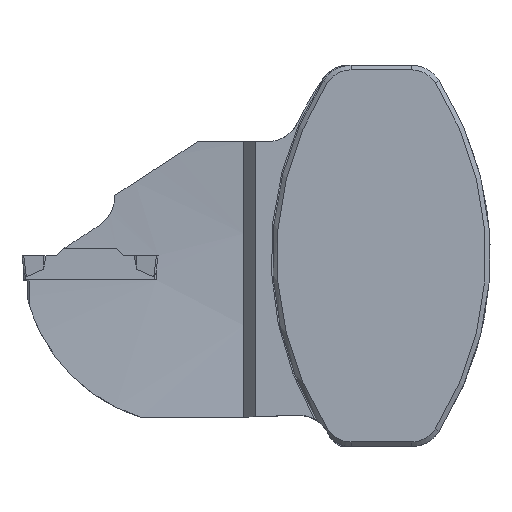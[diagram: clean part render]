
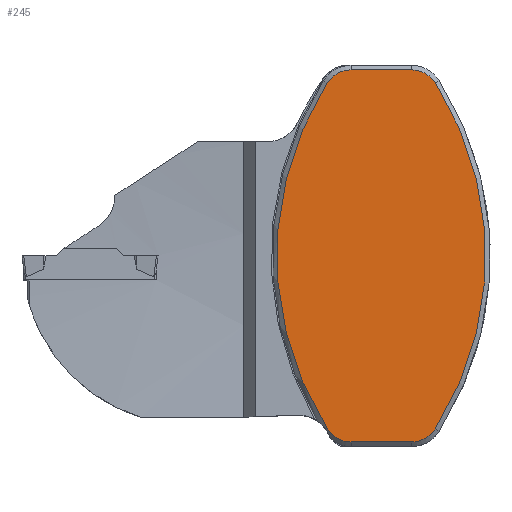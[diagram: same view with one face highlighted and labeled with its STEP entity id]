
A CAD part, top view. The second image highlights one B-rep face of the part: STEP entity #245.
In plain terms, the highlighted planar face has unit normal (0, 0, 1).
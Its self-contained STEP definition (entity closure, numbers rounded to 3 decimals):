
#150=CIRCLE('',#1588,59.175);
#160=CIRCLE('',#1603,5.175);
#161=CIRCLE('',#1611,5.175);
#162=CIRCLE('',#1612,5.175);
#163=CIRCLE('',#1613,59.175);
#164=CIRCLE('',#1614,5.175);
#245=ADVANCED_FACE('',(#359),#314,.T.);
#314=PLANE('',#1615);
#359=FACE_OUTER_BOUND('',#435,.T.);
#435=EDGE_LOOP('',(#844,#845,#846,#847,#848,#849,#850,#851));
#532=LINE('',#2392,#646);
#533=LINE('',#2400,#647);
#646=VECTOR('',#1831,1.);
#647=VECTOR('',#1838,1.);
#844=ORIENTED_EDGE('',*,*,#1374,.F.);
#845=ORIENTED_EDGE('',*,*,#1341,.F.);
#846=ORIENTED_EDGE('',*,*,#1363,.F.);
#847=ORIENTED_EDGE('',*,*,#1375,.F.);
#848=ORIENTED_EDGE('',*,*,#1376,.F.);
#849=ORIENTED_EDGE('',*,*,#1377,.F.);
#850=ORIENTED_EDGE('',*,*,#1378,.F.);
#851=ORIENTED_EDGE('',*,*,#1379,.F.);
#1198=VERTEX_POINT('',#2321);
#1199=VERTEX_POINT('',#2323);
#1214=VERTEX_POINT('',#2370);
#1217=VERTEX_POINT('',#2391);
#1218=VERTEX_POINT('',#2393);
#1219=VERTEX_POINT('',#2395);
#1220=VERTEX_POINT('',#2397);
#1221=VERTEX_POINT('',#2399);
#1341=EDGE_CURVE('',#1198,#1199,#150,.T.);
#1363=EDGE_CURVE('',#1214,#1198,#160,.T.);
#1374=EDGE_CURVE('',#1199,#1217,#161,.T.);
#1375=EDGE_CURVE('',#1218,#1214,#532,.T.);
#1376=EDGE_CURVE('',#1219,#1218,#162,.T.);
#1377=EDGE_CURVE('',#1220,#1219,#163,.T.);
#1378=EDGE_CURVE('',#1221,#1220,#164,.T.);
#1379=EDGE_CURVE('',#1217,#1221,#533,.T.);
#1588=AXIS2_PLACEMENT_3D('',#2322,#1764,#1765);
#1603=AXIS2_PLACEMENT_3D('',#2371,#1804,#1805);
#1611=AXIS2_PLACEMENT_3D('',#2390,#1829,#1830);
#1612=AXIS2_PLACEMENT_3D('',#2394,#1832,#1833);
#1613=AXIS2_PLACEMENT_3D('',#2396,#1834,#1835);
#1614=AXIS2_PLACEMENT_3D('',#2398,#1836,#1837);
#1615=AXIS2_PLACEMENT_3D('',#2401,#1839,#1840);
#1764=DIRECTION('',(0.,0.,-1.));
#1765=DIRECTION('',(0.,-1.,0.));
#1804=DIRECTION('',(0.,0.,-1.));
#1805=DIRECTION('',(0.,-1.,0.));
#1829=DIRECTION('',(0.,0.,-1.));
#1830=DIRECTION('',(0.,-1.,0.));
#1831=DIRECTION('',(-1.,0.,0.));
#1832=DIRECTION('',(0.,0.,-1.));
#1833=DIRECTION('',(0.,-1.,0.));
#1834=DIRECTION('',(0.,0.,-1.));
#1835=DIRECTION('',(0.,-1.,0.));
#1836=DIRECTION('',(0.,0.,-1.));
#1837=DIRECTION('',(0.,-1.,0.));
#1838=DIRECTION('',(1.,0.,0.));
#1839=DIRECTION('',(0.,0.,1.));
#1840=DIRECTION('',(0.,-1.,0.));
#2321=CARTESIAN_POINT('',(-9.918,-31.779,0.325));
#2322=CARTESIAN_POINT('',(40.,0.,0.325));
#2323=CARTESIAN_POINT('',(-9.918,31.779,0.325));
#2370=CARTESIAN_POINT('',(-5.552,-34.175,0.325));
#2371=CARTESIAN_POINT('',(-5.552,-29.,0.325));
#2390=CARTESIAN_POINT('',(-5.552,29.,0.325));
#2391=CARTESIAN_POINT('',(-5.552,34.175,0.325));
#2392=CARTESIAN_POINT('',(0.,-34.175,0.325));
#2393=CARTESIAN_POINT('',(5.552,-34.175,0.325));
#2394=CARTESIAN_POINT('',(5.552,-29.,0.325));
#2395=CARTESIAN_POINT('',(9.918,-31.779,0.325));
#2396=CARTESIAN_POINT('',(-40.,0.,0.325));
#2397=CARTESIAN_POINT('',(9.918,31.779,0.325));
#2398=CARTESIAN_POINT('',(5.552,29.,0.325));
#2399=CARTESIAN_POINT('',(5.552,34.175,0.325));
#2400=CARTESIAN_POINT('',(0.,34.175,0.325));
#2401=CARTESIAN_POINT('',(0.,0.,0.325));
